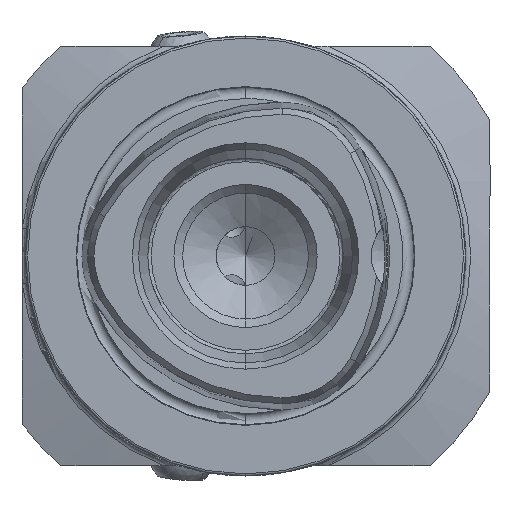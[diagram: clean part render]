
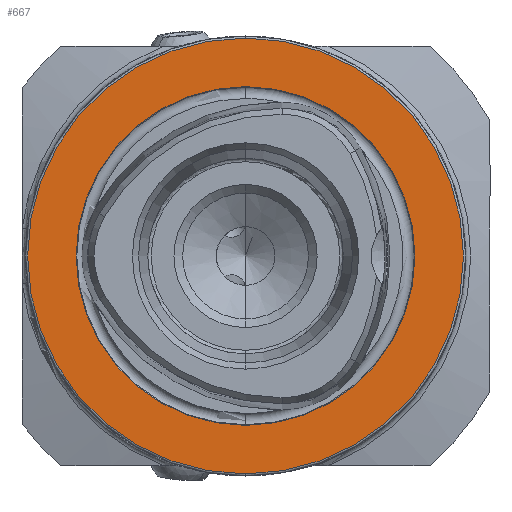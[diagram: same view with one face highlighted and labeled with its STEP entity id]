
A CAD part, left-side view. The second image highlights one B-rep face of the part: STEP entity #667.
In plain terms, the highlighted planar face has unit normal (-1, 0, 0).
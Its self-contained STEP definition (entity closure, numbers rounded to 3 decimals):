
#312 = EDGE_CURVE ( 'NONE', #6268, #6258, #3036, .T. ) ;
#314 = EDGE_CURVE ( 'NONE', #6272, #6338, #2899, .T. ) ;
#365 = EDGE_CURVE ( 'NONE', #6338, #6272, #3019, .T. ) ;
#369 = EDGE_CURVE ( 'NONE', #6258, #6268, #2897, .T. ) ;
#542 = ORIENTED_EDGE ( 'NONE', *, *, #314, .F. ) ;
#543 = ORIENTED_EDGE ( 'NONE', *, *, #365, .F. ) ;
#544 = ORIENTED_EDGE ( 'NONE', *, *, #369, .T. ) ;
#545 = ORIENTED_EDGE ( 'NONE', *, *, #312, .T. ) ;
#667 = ADVANCED_FACE ( 'NONE', ( #3603, #3589 ), #6405, .F. ) ;
#2282 = CARTESIAN_POINT ( 'NONE',  ( 0., 0., -24.25 ) ) ;
#2351 = CARTESIAN_POINT ( 'NONE',  ( 0., 0., 24.25 ) ) ;
#2355 = CARTESIAN_POINT ( 'NONE',  ( 0., 0., -31.2 ) ) ;
#2368 = CARTESIAN_POINT ( 'NONE',  ( 0., 0., 31.2 ) ) ;
#2897 = CIRCLE ( 'NONE', #4059, 31.2 ) ;
#2899 = CIRCLE ( 'NONE', #4083, 24.25 ) ;
#3019 = CIRCLE ( 'NONE', #4062, 24.25 ) ;
#3036 = CIRCLE ( 'NONE', #4084, 31.2 ) ;
#3589 = FACE_OUTER_BOUND ( 'NONE', #6152, .T. ) ;
#3603 = FACE_BOUND ( 'NONE', #6153, .T. ) ;
#4013 = AXIS2_PLACEMENT_3D ( 'NONE', #6408, #6403, #6402 ) ;
#4059 = AXIS2_PLACEMENT_3D ( 'NONE', #6597, #6596, #6595 ) ;
#4062 = AXIS2_PLACEMENT_3D ( 'NONE', #6613, #6612, #6611 ) ;
#4083 = AXIS2_PLACEMENT_3D ( 'NONE', #6889, #6887, #6885 ) ;
#4084 = AXIS2_PLACEMENT_3D ( 'NONE', #6900, #6899, #6898 ) ;
#6152 = EDGE_LOOP ( 'NONE', ( #544, #545 ) ) ;
#6153 = EDGE_LOOP ( 'NONE', ( #542, #543 ) ) ;
#6258 = VERTEX_POINT ( 'NONE', #2368 ) ;
#6268 = VERTEX_POINT ( 'NONE', #2355 ) ;
#6272 = VERTEX_POINT ( 'NONE', #2351 ) ;
#6338 = VERTEX_POINT ( 'NONE', #2282 ) ;
#6402 = DIRECTION ( 'NONE',  ( 0., 0., -1. ) ) ;
#6403 = DIRECTION ( 'NONE',  ( 1., 0., 0. ) ) ;
#6405 = PLANE ( 'NONE',  #4013 ) ;
#6408 = CARTESIAN_POINT ( 'NONE',  ( 0., 24.25, 0. ) ) ;
#6595 = DIRECTION ( 'NONE',  ( 0., 0., 1. ) ) ;
#6596 = DIRECTION ( 'NONE',  ( -1., 0., 0. ) ) ;
#6597 = CARTESIAN_POINT ( 'NONE',  ( 0., 0., 0. ) ) ;
#6611 = DIRECTION ( 'NONE',  ( 0., 0., 1. ) ) ;
#6612 = DIRECTION ( 'NONE',  ( -1., 0., 0. ) ) ;
#6613 = CARTESIAN_POINT ( 'NONE',  ( 0., 0., 0. ) ) ;
#6885 = DIRECTION ( 'NONE',  ( 0., 0., 1. ) ) ;
#6887 = DIRECTION ( 'NONE',  ( -1., 0., 0. ) ) ;
#6889 = CARTESIAN_POINT ( 'NONE',  ( 0., 0., 0. ) ) ;
#6898 = DIRECTION ( 'NONE',  ( 0., 0., 1. ) ) ;
#6899 = DIRECTION ( 'NONE',  ( -1., 0., 0. ) ) ;
#6900 = CARTESIAN_POINT ( 'NONE',  ( 0., 0., 0. ) ) ;
